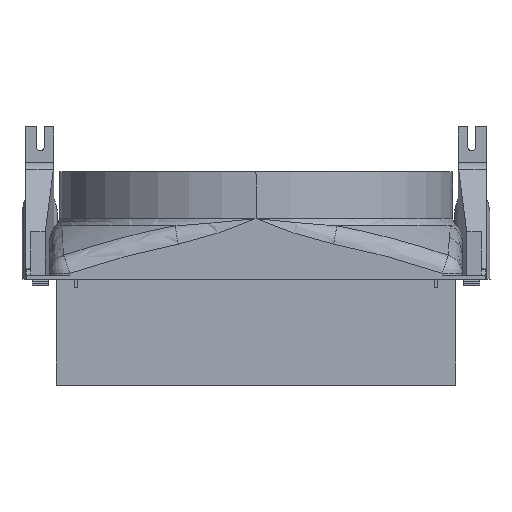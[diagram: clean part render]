
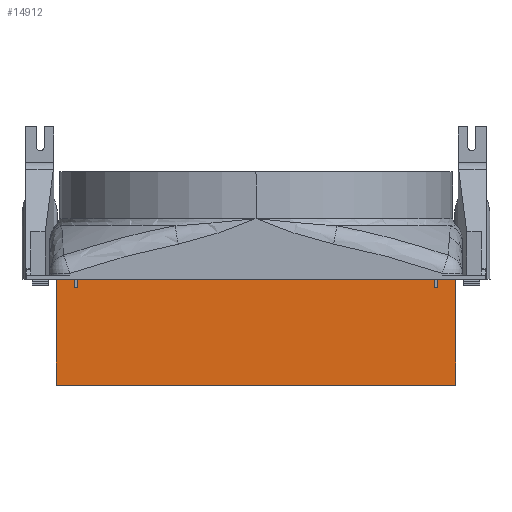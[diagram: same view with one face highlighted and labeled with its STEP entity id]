
A CAD part, front view. The second image highlights one B-rep face of the part: STEP entity #14912.
In plain terms, the highlighted planar face has unit normal (0, -1, 0).
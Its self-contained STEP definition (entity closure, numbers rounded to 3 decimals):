
#1142=DIRECTION('',(1.,0.,0.));
#1143=VECTOR('',#1142,8.5);
#1144=CARTESIAN_POINT('',(-124.5,120.,-33.));
#1145=LINE('',#1144,#1143);
#1184=DIRECTION('',(1.,0.,0.));
#1185=VECTOR('',#1184,8.5);
#1186=CARTESIAN_POINT('',(116.,120.,-33.));
#1187=LINE('',#1186,#1185);
#1515=DIRECTION('',(0.,0.,-1.));
#1516=VECTOR('',#1515,3.6);
#1517=CARTESIAN_POINT('',(116.,120.,-29.4));
#1518=LINE('',#1517,#1516);
#1523=CARTESIAN_POINT('',(-48.382,120.,
-11.091));
#1524=CARTESIAN_POINT('',(-49.379,120.,
-11.276));
#1525=CARTESIAN_POINT('',(-52.02,120.,
-11.779));
#1526=CARTESIAN_POINT('',(-56.386,120.,
-12.665));
#1527=CARTESIAN_POINT('',(-61.599,120.,
-13.801));
#1528=CARTESIAN_POINT('',(-67.17,120.,-15.097));
#1529=CARTESIAN_POINT('',(-73.212,120.,-16.595));
#1530=CARTESIAN_POINT('',(-79.833,120.,-18.337));
#1531=CARTESIAN_POINT('',(-87.142,120.,-20.372));
#1532=CARTESIAN_POINT('',(-95.246,120.,
-22.755));
#1533=CARTESIAN_POINT('',(-104.247,120.,
-25.542));
#1534=CARTESIAN_POINT('',(-111.26,120.,
-27.819));
#1535=CARTESIAN_POINT('',(-115.287,120.,
-29.161));
#1536=CARTESIAN_POINT('',(-116.,120.,
-29.4));
#1538=CARTESIAN_POINT('',(0.,120.,4.8));
#1539=CARTESIAN_POINT('',(-3.752,120.,3.303));
#1540=CARTESIAN_POINT('',(-11.649,120.,
0.153));
#1541=CARTESIAN_POINT('',(-24.303,120.,
-4.591));
#1542=CARTESIAN_POINT('',(-36.651,120.,
-8.519));
#1543=CARTESIAN_POINT('',(-44.965,120.,
-10.457));
#1544=CARTESIAN_POINT('',(-48.382,120.,
-11.091));
#1546=CARTESIAN_POINT('',(48.382,120.,-11.091));
#1547=CARTESIAN_POINT('',(45.132,120.,-10.488));
#1548=CARTESIAN_POINT('',(36.963,120.,-8.603));
#1549=CARTESIAN_POINT('',(24.624,120.,-4.708));
#1550=CARTESIAN_POINT('',(11.811,120.,0.089));
#1551=CARTESIAN_POINT('',(3.774,120.,3.295));
#1552=CARTESIAN_POINT('',(0.,120.,4.8));
#1554=CARTESIAN_POINT('',(116.,120.,-29.4));
#1555=CARTESIAN_POINT('',(115.295,120.,-29.164));
#1556=CARTESIAN_POINT('',(111.28,120.,-27.826));
#1557=CARTESIAN_POINT('',(104.283,120.,-25.553));
#1558=CARTESIAN_POINT('',(95.291,120.,-22.769));
#1559=CARTESIAN_POINT('',(87.19,120.,-20.386));
#1560=CARTESIAN_POINT('',(79.879,120.,-18.349));
#1561=CARTESIAN_POINT('',(73.252,120.,-16.605));
#1562=CARTESIAN_POINT('',(67.203,120.,-15.105));
#1563=CARTESIAN_POINT('',(61.622,120.,-13.806));
#1564=CARTESIAN_POINT('',(56.4,120.,-12.668));
#1565=CARTESIAN_POINT('',(52.027,120.,-11.781));
#1566=CARTESIAN_POINT('',(49.38,120.,-11.277));
#1567=CARTESIAN_POINT('',(48.382,120.,-11.091));
#1569=DIRECTION('',(0.,0.,1.));
#1570=VECTOR('',#1569,66.);
#1571=CARTESIAN_POINT('',(124.5,120.,-99.));
#1572=LINE('',#1571,#1570);
#1577=DIRECTION('',(0.,0.,1.));
#1578=VECTOR('',#1577,3.6);
#1579=CARTESIAN_POINT('',(-116.,120.,-33.));
#1580=LINE('',#1579,#1578);
#9155=DIRECTION('',(0.,0.,1.));
#9156=VECTOR('',#9155,66.);
#9157=CARTESIAN_POINT('',(-124.5,120.,-99.));
#9158=LINE('',#9157,#9156);
#9167=DIRECTION('',(-1.,0.,0.));
#9168=VECTOR('',#9167,249.);
#9169=CARTESIAN_POINT('',(124.5,120.,-99.));
#9170=LINE('',#9169,#9168);
#11792=CARTESIAN_POINT('',(116.,120.,-33.));
#11793=VERTEX_POINT('',#11792);
#11794=CARTESIAN_POINT('',(124.5,120.,-33.));
#11795=VERTEX_POINT('',#11794);
#11824=CARTESIAN_POINT('',(-124.5,120.,-33.));
#11825=VERTEX_POINT('',#11824);
#11826=CARTESIAN_POINT('',(-116.,120.,-33.));
#11827=VERTEX_POINT('',#11826);
#12092=CARTESIAN_POINT('',(116.,120.,-29.4));
#12093=VERTEX_POINT('',#12092);
#12094=CARTESIAN_POINT('',(-124.5,120.,-99.));
#12095=VERTEX_POINT('',#12094);
#12096=CARTESIAN_POINT('',(124.5,120.,-99.));
#12097=VERTEX_POINT('',#12096);
#12098=VERTEX_POINT('',#1567);
#12099=VERTEX_POINT('',#1552);
#12100=VERTEX_POINT('',#1544);
#12101=VERTEX_POINT('',#1536);
#14886=CARTESIAN_POINT('',(116.,120.,0.));
#14887=DIRECTION('',(0.,1.,0.));
#14888=DIRECTION('',(1.,0.,0.));
#14889=AXIS2_PLACEMENT_3D('',#14886,#14887,#14888);
#14890=PLANE('',#14889);
#14891=ORIENTED_EDGE('',*,*,#14453,.T.);
#14893=ORIENTED_EDGE('',*,*,#14892,.T.);
#14895=ORIENTED_EDGE('',*,*,#14894,.F.);
#14897=ORIENTED_EDGE('',*,*,#14896,.F.);
#14899=ORIENTED_EDGE('',*,*,#14898,.F.);
#14901=ORIENTED_EDGE('',*,*,#14900,.F.);
#14902=ORIENTED_EDGE('',*,*,#14878,.T.);
#14903=ORIENTED_EDGE('',*,*,#14482,.T.);
#14905=ORIENTED_EDGE('',*,*,#14904,.F.);
#14907=ORIENTED_EDGE('',*,*,#14906,.T.);
#14909=ORIENTED_EDGE('',*,*,#14908,.T.);
#14910=EDGE_LOOP('',(#14891,#14893,#14895,#14897,#14899,#14901,#14902,#14903,
#14905,#14907,#14909));
#14911=FACE_OUTER_BOUND('',#14910,.F.);
#14912=ADVANCED_FACE('',(#14911),#14890,.F.);
#1537=B_SPLINE_CURVE_WITH_KNOTS('',3,(#1523,#1524,#1525,#1526,#1527,#1528,#1529,
#1530,#1531,#1532,#1533,#1534,#1535,#1536),.UNSPECIFIED.,.F.,.F.,(4,1,1,1,1,1,1,
1,1,1,1,4),(0.,0.044,0.115,0.191,
0.272,0.361,0.458,0.565,
0.685,0.819,0.968,1.),.UNSPECIFIED.);
#1545=B_SPLINE_CURVE_WITH_KNOTS('',3,(#1538,#1539,#1540,#1541,#1542,#1543,
#1544),.UNSPECIFIED.,.F.,.F.,(4,1,1,1,4),(0.,0.24,
0.504,0.799,1.),.UNSPECIFIED.);
#1553=B_SPLINE_CURVE_WITH_KNOTS('',3,(#1546,#1547,#1548,#1549,#1550,#1551,
#1552),.UNSPECIFIED.,.F.,.F.,(4,1,1,1,4),(0.,0.191,
0.487,0.759,1.),.UNSPECIFIED.);
#1568=B_SPLINE_CURVE_WITH_KNOTS('',3,(#1554,#1555,#1556,#1557,#1558,#1559,#1560,
#1561,#1562,#1563,#1564,#1565,#1566,#1567),.UNSPECIFIED.,.F.,.F.,(4,1,1,1,1,1,1,
1,1,1,1,4),(0.,0.032,0.181,0.314,
0.434,0.542,0.639,0.727,
0.809,0.884,0.956,1.),.UNSPECIFIED.);
#14453=EDGE_CURVE('',#11825,#11827,#1145,.T.);
#14482=EDGE_CURVE('',#11793,#11795,#1187,.T.);
#14878=EDGE_CURVE('',#12093,#11793,#1518,.T.);
#14892=EDGE_CURVE('',#11827,#12101,#1580,.T.);
#14894=EDGE_CURVE('',#12100,#12101,#1537,.T.);
#14896=EDGE_CURVE('',#12099,#12100,#1545,.T.);
#14898=EDGE_CURVE('',#12098,#12099,#1553,.T.);
#14900=EDGE_CURVE('',#12093,#12098,#1568,.T.);
#14904=EDGE_CURVE('',#12097,#11795,#1572,.T.);
#14906=EDGE_CURVE('',#12097,#12095,#9170,.T.);
#14908=EDGE_CURVE('',#12095,#11825,#9158,.T.);
